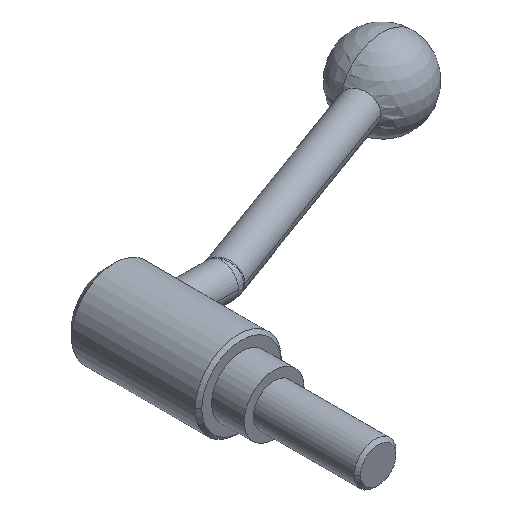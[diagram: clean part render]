
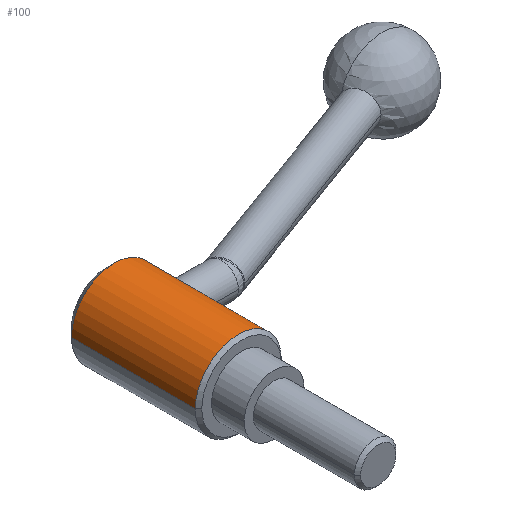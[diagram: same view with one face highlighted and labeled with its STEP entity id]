
A CAD part, isometric view. The second image highlights one B-rep face of the part: STEP entity #100.
In plain terms, the highlighted cylindrical face has radius 16.5 mm (diameter 33 mm), a partial arc.
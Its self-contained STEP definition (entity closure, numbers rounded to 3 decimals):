
#100 = ADVANCED_FACE( '', ( #156 ), #157, .T. );
#156 = FACE_OUTER_BOUND( '', #214, .T. );
#157 = CYLINDRICAL_SURFACE( '', #215, 16.5 );
#214 = EDGE_LOOP( '', ( #410, #411, #412, #413, #414, #415, #416 ) );
#215 = AXIS2_PLACEMENT_3D( '', #417, #418, #419 );
#410 = ORIENTED_EDGE( '', *, *, #436, .T. );
#411 = ORIENTED_EDGE( '', *, *, #486, .T. );
#412 = ORIENTED_EDGE( '', *, *, #485, .T. );
#413 = ORIENTED_EDGE( '', *, *, #439, .T. );
#414 = ORIENTED_EDGE( '', *, *, #494, .F. );
#415 = ORIENTED_EDGE( '', *, *, #438, .T. );
#416 = ORIENTED_EDGE( '', *, *, #493, .T. );
#417 = CARTESIAN_POINT( '', ( 0., 37.513, 0. ) );
#418 = DIRECTION( '', ( 0., -1., 0. ) );
#419 = DIRECTION( '', ( 1., 0., 0. ) );
#436 = EDGE_CURVE( '', #504, #505, #506, .T. );
#438 = EDGE_CURVE( '', #499, #507, #509, .T. );
#439 = EDGE_CURVE( '', #510, #496, #511, .T. );
#485 = EDGE_CURVE( '', #588, #510, #589, .T. );
#486 = EDGE_CURVE( '', #505, #588, #590, .T. );
#493 = EDGE_CURVE( '', #507, #504, #597, .T. );
#494 = EDGE_CURVE( '', #499, #496, #598, .T. );
#496 = VERTEX_POINT( '', #600 );
#499 = VERTEX_POINT( '', #604 );
#504 = VERTEX_POINT( '', #610 );
#505 = VERTEX_POINT( '', #611 );
#506 = LINE( '', #612, #613 );
#507 = VERTEX_POINT( '', #614 );
#509 = LINE( '', #616, #617 );
#510 = VERTEX_POINT( '', #618 );
#511 = LINE( '', #619, #620 );
#588 = VERTEX_POINT( '', #780 );
#589 = B_SPLINE_CURVE_WITH_KNOTS( '', 3, ( #781, #782, #783, #784, #785, #786, #787, #788, #789, #790, #791, #792, #793, #794, #795, #796, #797, #798 ), .UNSPECIFIED., .F., .F., ( 4, 2, 2, 2, 2, 2, 2, 2, 4 ), ( 0., 1.24, 2.479, 3.719, 4.958, 6.196, 7.435, 8.673, 9.912 ), .UNSPECIFIED. );
#590 = B_SPLINE_CURVE_WITH_KNOTS( '', 3, ( #799, #800, #801, #802, #803, #804, #805, #806, #807, #808, #809, #810, #811, #812, #813, #814, #815, #816 ), .UNSPECIFIED., .F., .F., ( 4, 2, 2, 2, 2, 2, 2, 2, 4 ), ( 29.735, 30.973, 32.211, 33.45, 34.688, 35.927, 37.167, 38.407, 39.646 ), .UNSPECIFIED. );
#597 = CIRCLE( '', #823, 16.5 );
#598 = CIRCLE( '', #824, 16.5 );
#600 = CARTESIAN_POINT( '', ( 16.5, 61.275, 0. ) );
#604 = CARTESIAN_POINT( '', ( -16.5, 61.275, 0. ) );
#610 = CARTESIAN_POINT( '', ( 16.5, 13.75, 0. ) );
#611 = CARTESIAN_POINT( '', ( 16.5, 45.25, 0. ) );
#612 = CARTESIAN_POINT( '', ( 16.5, 37.513, 0. ) );
#613 = VECTOR( '', #834, 1. );
#614 = CARTESIAN_POINT( '', ( -16.5, 13.75, 0. ) );
#616 = CARTESIAN_POINT( '', ( -16.5, 37.513, 0. ) );
#617 = VECTOR( '', #838, 1. );
#618 = CARTESIAN_POINT( '', ( 16.5, 58.25, 0. ) );
#619 = CARTESIAN_POINT( '', ( 16.5, 37.513, 0. ) );
#620 = VECTOR( '', #839, 1. );
#780 = CARTESIAN_POINT( '', ( 15.166, 51.75, 6.5 ) );
#781 = CARTESIAN_POINT( '', ( 15.166, 51.75, 6.5 ) );
#782 = CARTESIAN_POINT( '', ( 15.166, 52.163, 6.5 ) );
#783 = CARTESIAN_POINT( '', ( 15.183, 52.589, 6.46 ) );
#784 = CARTESIAN_POINT( '', ( 15.253, 53.432, 6.293 ) );
#785 = CARTESIAN_POINT( '', ( 15.305, 53.85, 6.167 ) );
#786 = CARTESIAN_POINT( '', ( 15.435, 54.649, 5.834 ) );
#787 = CARTESIAN_POINT( '', ( 15.513, 55.031, 5.627 ) );
#788 = CARTESIAN_POINT( '', ( 15.677, 55.737, 5.151 ) );
#789 = CARTESIAN_POINT( '', ( 15.764, 56.06, 4.882 ) );
#790 = CARTESIAN_POINT( '', ( 15.93, 56.632, 4.31 ) );
#791 = CARTESIAN_POINT( '', ( 16.015, 56.901, 3.987 ) );
#792 = CARTESIAN_POINT( '', ( 16.174, 57.377, 3.282 ) );
#793 = CARTESIAN_POINT( '', ( 16.248, 57.584, 2.9 ) );
#794 = CARTESIAN_POINT( '', ( 16.371, 57.917, 2.1 ) );
#795 = CARTESIAN_POINT( '', ( 16.42, 58.043, 1.682 ) );
#796 = CARTESIAN_POINT( '', ( 16.484, 58.21, 0.838 ) );
#797 = CARTESIAN_POINT( '', ( 16.5, 58.25, 0.413 ) );
#798 = CARTESIAN_POINT( '', ( 16.5, 58.25, 0. ) );
#799 = CARTESIAN_POINT( '', ( 16.5, 45.25, 0. ) );
#800 = CARTESIAN_POINT( '', ( 16.5, 45.25, 0.413 ) );
#801 = CARTESIAN_POINT( '', ( 16.484, 45.29, 0.838 ) );
#802 = CARTESIAN_POINT( '', ( 16.42, 45.457, 1.682 ) );
#803 = CARTESIAN_POINT( '', ( 16.371, 45.583, 2.1 ) );
#804 = CARTESIAN_POINT( '', ( 16.248, 45.916, 2.9 ) );
#805 = CARTESIAN_POINT( '', ( 16.174, 46.123, 3.282 ) );
#806 = CARTESIAN_POINT( '', ( 16.015, 46.599, 3.987 ) );
#807 = CARTESIAN_POINT( '', ( 15.93, 46.868, 4.31 ) );
#808 = CARTESIAN_POINT( '', ( 15.764, 47.44, 4.882 ) );
#809 = CARTESIAN_POINT( '', ( 15.677, 47.763, 5.151 ) );
#810 = CARTESIAN_POINT( '', ( 15.513, 48.469, 5.627 ) );
#811 = CARTESIAN_POINT( '', ( 15.435, 48.851, 5.834 ) );
#812 = CARTESIAN_POINT( '', ( 15.305, 49.65, 6.167 ) );
#813 = CARTESIAN_POINT( '', ( 15.253, 50.068, 6.293 ) );
#814 = CARTESIAN_POINT( '', ( 15.183, 50.911, 6.46 ) );
#815 = CARTESIAN_POINT( '', ( 15.166, 51.337, 6.5 ) );
#816 = CARTESIAN_POINT( '', ( 15.166, 51.75, 6.5 ) );
#823 = AXIS2_PLACEMENT_3D( '', #960, #961, #962 );
#824 = AXIS2_PLACEMENT_3D( '', #963, #964, #965 );
#834 = DIRECTION( '', ( 0., 1., 0. ) );
#838 = DIRECTION( '', ( 0., -1., 0. ) );
#839 = DIRECTION( '', ( 0., 1., 0. ) );
#960 = CARTESIAN_POINT( '', ( 0., 13.75, 0. ) );
#961 = DIRECTION( '', ( 0., 1., 0. ) );
#962 = DIRECTION( '', ( 1., 0., 0. ) );
#963 = CARTESIAN_POINT( '', ( 0., 61.275, 0. ) );
#964 = DIRECTION( '', ( 0., 1., 0. ) );
#965 = DIRECTION( '', ( 1., 0., 0. ) );
